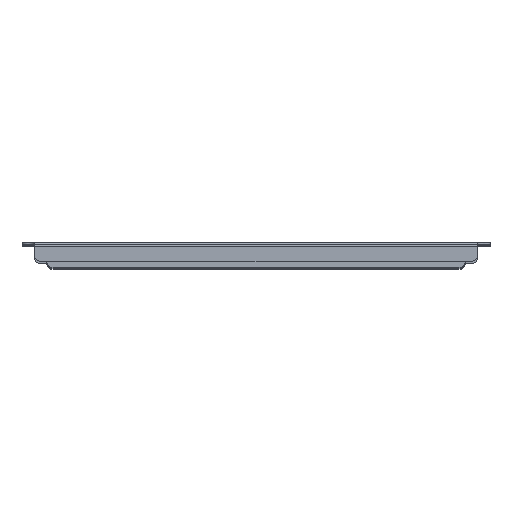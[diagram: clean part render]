
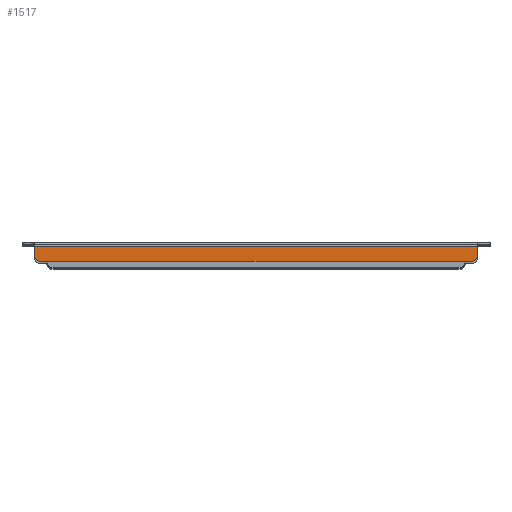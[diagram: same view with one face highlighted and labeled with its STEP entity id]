
A CAD part, top view. The second image highlights one B-rep face of the part: STEP entity #1517.
In plain terms, the highlighted planar face has unit normal (0, 0, 1).
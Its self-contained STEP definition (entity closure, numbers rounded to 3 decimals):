
#5 = VECTOR ( 'NONE', #44, 1000. ) ;
#44 = DIRECTION ( 'NONE',  ( 0., -1., 0. ) ) ;
#219 = LINE ( 'NONE', #1328, #3409 ) ;
#307 = CARTESIAN_POINT ( 'NONE',  ( -178.25, -10., 47.45 ) ) ;
#405 = VECTOR ( 'NONE', #3322, 1000. ) ;
#412 = CARTESIAN_POINT ( 'NONE',  ( 178.25, -10., 47.45 ) ) ;
#435 = EDGE_CURVE ( 'NONE', #2688, #2989, #1814, .T. ) ;
#475 = CIRCLE ( 'NONE', #1716, 5. ) ;
#539 = VERTEX_POINT ( 'NONE', #970 ) ;
#779 = EDGE_CURVE ( 'NONE', #2688, #1300, #1990, .T. ) ;
#840 = PLANE ( 'NONE',  #3209 ) ;
#850 = EDGE_CURVE ( 'NONE', #539, #1300, #3171, .T. ) ;
#860 = CARTESIAN_POINT ( 'NONE',  ( 0., 0., 47.45 ) ) ;
#871 = DIRECTION ( 'NONE',  ( 0., 0., 1. ) ) ;
#943 = ORIENTED_EDGE ( 'NONE', *, *, #2231, .F. ) ;
#970 = CARTESIAN_POINT ( 'NONE',  ( 178.25, -3., 47.45 ) ) ;
#1162 = ORIENTED_EDGE ( 'NONE', *, *, #3515, .T. ) ;
#1173 = DIRECTION ( 'NONE',  ( 0., -1., 0. ) ) ;
#1174 = DIRECTION ( 'NONE',  ( 0., -1., 0. ) ) ;
#1183 = ORIENTED_EDGE ( 'NONE', *, *, #779, .F. ) ;
#1233 = CARTESIAN_POINT ( 'NONE',  ( 173.25, -10., 47.45 ) ) ;
#1300 = VERTEX_POINT ( 'NONE', #2192 ) ;
#1328 = CARTESIAN_POINT ( 'NONE',  ( -178.25, -15., 47.45 ) ) ;
#1517 = ADVANCED_FACE ( 'NONE', ( #2246 ), #840, .T. ) ;
#1556 = CARTESIAN_POINT ( 'NONE',  ( 0., -3., 47.45 ) ) ;
#1612 = ORIENTED_EDGE ( 'NONE', *, *, #850, .T. ) ;
#1716 = AXIS2_PLACEMENT_3D ( 'NONE', #1233, #2048, #1174 ) ;
#1814 = CIRCLE ( 'NONE', #2513, 5. ) ;
#1840 = CARTESIAN_POINT ( 'NONE',  ( 173.25, -15., 47.45 ) ) ;
#1901 = VERTEX_POINT ( 'NONE', #1840 ) ;
#1967 = DIRECTION ( 'NONE',  ( 0., -1., 0. ) ) ;
#1990 = LINE ( 'NONE', #3091, #405 ) ;
#2048 = DIRECTION ( 'NONE',  ( 0., 0., 1. ) ) ;
#2192 = CARTESIAN_POINT ( 'NONE',  ( -178.25, -3., 47.45 ) ) ;
#2231 = EDGE_CURVE ( 'NONE', #1901, #2989, #219, .T. ) ;
#2246 = FACE_OUTER_BOUND ( 'NONE', #3523, .T. ) ;
#2513 = AXIS2_PLACEMENT_3D ( 'NONE', #3362, #871, #1173 ) ;
#2550 = VERTEX_POINT ( 'NONE', #412 ) ;
#2571 = VECTOR ( 'NONE', #2668, 1000. ) ;
#2668 = DIRECTION ( 'NONE',  ( -1., 0., 0. ) ) ;
#2688 = VERTEX_POINT ( 'NONE', #307 ) ;
#2858 = ORIENTED_EDGE ( 'NONE', *, *, #3059, .F. ) ;
#2989 = VERTEX_POINT ( 'NONE', #3248 ) ;
#3059 = EDGE_CURVE ( 'NONE', #539, #2550, #3083, .T. ) ;
#3083 = LINE ( 'NONE', #3296, #5 ) ;
#3086 = DIRECTION ( 'NONE',  ( 0., 0., 1. ) ) ;
#3091 = CARTESIAN_POINT ( 'NONE',  ( -178.25, -1.5, 47.45 ) ) ;
#3149 = ORIENTED_EDGE ( 'NONE', *, *, #435, .T. ) ;
#3171 = LINE ( 'NONE', #1556, #2571 ) ;
#3209 = AXIS2_PLACEMENT_3D ( 'NONE', #860, #3086, #1967 ) ;
#3248 = CARTESIAN_POINT ( 'NONE',  ( -173.25, -15., 47.45 ) ) ;
#3296 = CARTESIAN_POINT ( 'NONE',  ( 178.25, -15., 47.45 ) ) ;
#3322 = DIRECTION ( 'NONE',  ( 0., 1., 0. ) ) ;
#3362 = CARTESIAN_POINT ( 'NONE',  ( -173.25, -10., 47.45 ) ) ;
#3409 = VECTOR ( 'NONE', #3490, 1000. ) ;
#3490 = DIRECTION ( 'NONE',  ( -1., 0., 0. ) ) ;
#3515 = EDGE_CURVE ( 'NONE', #1901, #2550, #475, .T. ) ;
#3523 = EDGE_LOOP ( 'NONE', ( #1183, #3149, #943, #1162, #2858, #1612 ) ) ;
